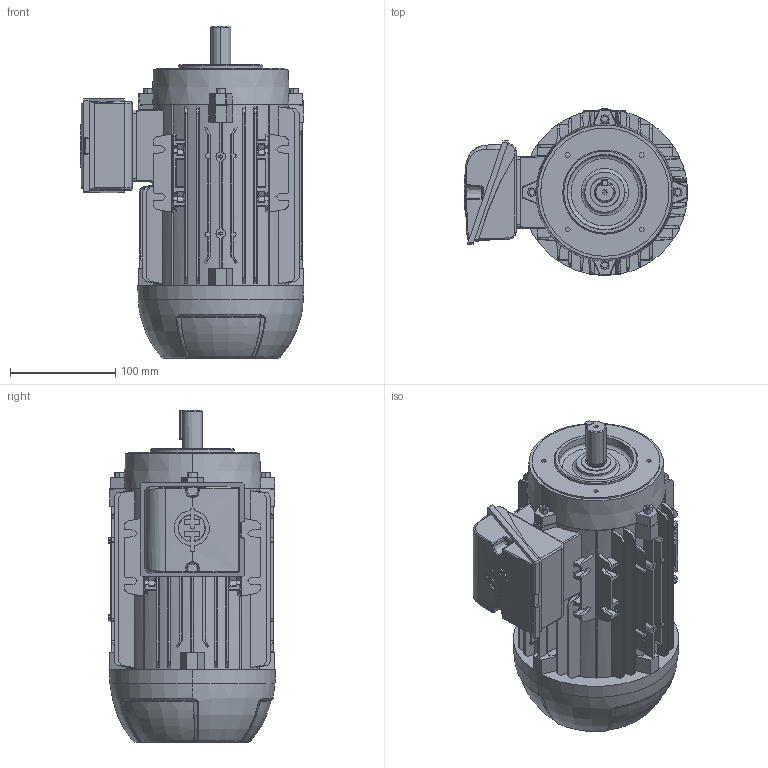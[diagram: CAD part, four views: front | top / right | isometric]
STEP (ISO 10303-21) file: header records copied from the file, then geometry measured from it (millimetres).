
FILE_DESCRIPTION (( 'STEP AP203' ), '1' );
FILE_NAME ('80L_SP_DI_RIGHT.STEP', '2021-11-05T12:50:24', ( '' ), ( '' ), 'SwSTEP 2.0', 'SolidWorks 2018', '' );
FILE_SCHEMA (( 'CONFIG_CONTROL_DESIGN' ));
Length unit declared in the file: millimetre
Products named in the file (28): Parafuso Altracs M5; 80L_SP_DI_RIGHT; 105006175_50.5307.039; 105035111; 105033022; 105011241; 500014959; Parafuso Altracs M5_10.5011.286 x 22; 105024-PLACA DE DADOS; 105032001; 105024-PLACA DE DADOS_10.5024.424; EIXO IEC 80_50.5087.043; 105035111_505007594- C-Din PadrÆo ; EIXO IEC 80; 500014957B_10.5007.074; 105006175; 105007077; 500014957B; 105032001_10.5032.006-6-6x28; 500014959_10.5007.078
Assembly tree (17 placements, depth 2):
  Parafuso Altracs M5
  80L_SP_DI_RIGHT
    EIXO IEC 80_50.5087.043
    105032001_10.5032.006-6-6x28
    105033022
    105035111_505007594- C-Din PadrÆo 
    Parafuso Altracs M5_10.5011.286 x 22  x4
    500014959_10.5007.078
    105006175_50.5307.039
    500014957B_10.5007.074
    105007077
    105024-PLACA DE DADOS_10.5024.424
    105011241  x2
  105035111
  80L_SP_DI_RIGHT
    105011241
    105011241
  105033022
Bounding box: 212.79 x 158.85 x 316 mm (x, y, z)
Volume: 4531721.1 mm3; surface area: 409967 mm2
Topology: 17 solids, 17 shells, 1926 faces, 5058 edges, 3251 vertices
Faces by surface type: plane 922, cylinder 403, cone 242, bspline 241, torus 82, sphere 36
Entity records: 66976 total; most frequent: CARTESIAN_POINT 23091, ORIENTED_EDGE 9428, DIRECTION 7599, EDGE_CURVE 4714, VERTEX_POINT 3050, AXIS2_PLACEMENT_3D 2543, VECTOR 2513, LINE 2513
